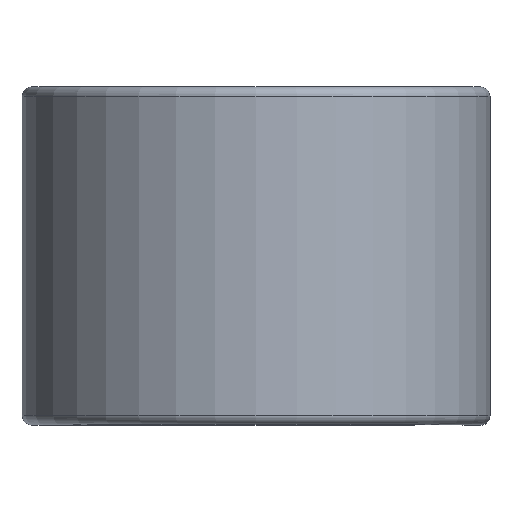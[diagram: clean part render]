
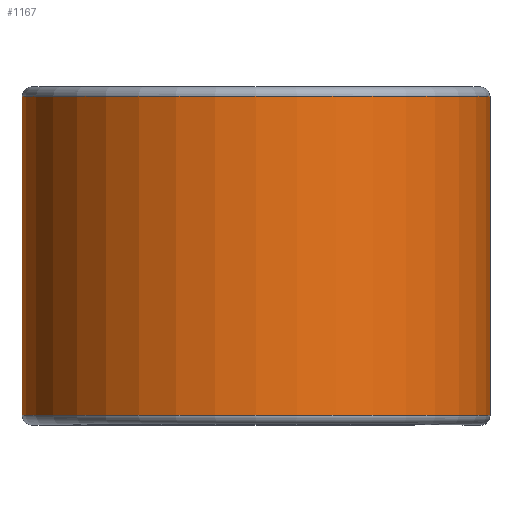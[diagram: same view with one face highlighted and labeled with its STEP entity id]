
A CAD part, top view. The second image highlights one B-rep face of the part: STEP entity #1167.
In plain terms, the highlighted cylindrical face has radius 18.682 mm (diameter 37.363 mm), a partial arc.
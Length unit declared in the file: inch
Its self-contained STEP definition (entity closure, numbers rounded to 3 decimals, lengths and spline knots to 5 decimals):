
#4 = VECTOR ( 'NONE', #1537, 39.37008 ) ;
#5 = LINE ( 'NONE', #1171, #4 ) ;
#138 = EDGE_CURVE ( 'NONE', #1087, #193, #5, .T. ) ;
#193 = VERTEX_POINT ( 'NONE', #1039 ) ;
#252 = CARTESIAN_POINT ( 'NONE',  ( 0.7355, -0.50125, 0. ) ) ;
#388 = EDGE_CURVE ( 'NONE', #695, #193, #2049, .T. ) ;
#407 = VERTEX_POINT ( 'NONE', #252 ) ;
#463 = LINE ( 'NONE', #2012, #466 ) ;
#466 = VECTOR ( 'NONE', #730, 39.37008 ) ;
#472 = AXIS2_PLACEMENT_3D ( 'NONE', #594, #1885, #792 ) ;
#492 = CARTESIAN_POINT ( 'NONE',  ( 0., 0.50125, 0. ) ) ;
#502 = DIRECTION ( 'NONE',  ( 0., -1., 0. ) ) ;
#513 = DIRECTION ( 'NONE',  ( 0., 0., -1. ) ) ;
#524 = CYLINDRICAL_SURFACE ( 'NONE', #1904, 0.7355 ) ;
#594 = CARTESIAN_POINT ( 'NONE',  ( 0., -0.50125, 0. ) ) ;
#626 = FACE_OUTER_BOUND ( 'NONE', #2309, .T. ) ;
#645 = AXIS2_PLACEMENT_3D ( 'NONE', #492, #502, #513 ) ;
#695 = VERTEX_POINT ( 'NONE', #1986 ) ;
#730 = DIRECTION ( 'NONE',  ( 0., 1., 0. ) ) ;
#792 = DIRECTION ( 'NONE',  ( 0., 0., -1. ) ) ;
#844 = ORIENTED_EDGE ( 'NONE', *, *, #138, .F. ) ;
#887 = ORIENTED_EDGE ( 'NONE', *, *, #388, .T. ) ;
#990 = DIRECTION ( 'NONE',  ( 0., -1., 0. ) ) ;
#1004 = DIRECTION ( 'NONE',  ( 0., 0., -1. ) ) ;
#1039 = CARTESIAN_POINT ( 'NONE',  ( 0., 0.50125, -0.7355 ) ) ;
#1087 = VERTEX_POINT ( 'NONE', #1531 ) ;
#1167 = ADVANCED_FACE ( 'NONE', ( #626 ), #524, .T. ) ;
#1171 = CARTESIAN_POINT ( 'NONE',  ( 0., 0.50125, -0.7355 ) ) ;
#1364 = CARTESIAN_POINT ( 'NONE',  ( 0., 0.5, 0. ) ) ;
#1531 = CARTESIAN_POINT ( 'NONE',  ( 0., -0.50125, -0.7355 ) ) ;
#1537 = DIRECTION ( 'NONE',  ( 0., 1., 0. ) ) ;
#1687 = EDGE_CURVE ( 'NONE', #407, #1087, #1908, .T. ) ;
#1696 = ORIENTED_EDGE ( 'NONE', *, *, #2461, .T. ) ;
#1885 = DIRECTION ( 'NONE',  ( 0., -1., 0. ) ) ;
#1904 = AXIS2_PLACEMENT_3D ( 'NONE', #1364, #990, #1004 ) ;
#1908 = CIRCLE ( 'NONE', #472, 0.7355 ) ;
#1928 = ORIENTED_EDGE ( 'NONE', *, *, #1687, .F. ) ;
#1986 = CARTESIAN_POINT ( 'NONE',  ( 0.7355, 0.50125, 0. ) ) ;
#2012 = CARTESIAN_POINT ( 'NONE',  ( 0.7355, 0.50125, 0. ) ) ;
#2049 = CIRCLE ( 'NONE', #645, 0.7355 ) ;
#2309 = EDGE_LOOP ( 'NONE', ( #1696, #887, #844, #1928 ) ) ;
#2461 = EDGE_CURVE ( 'NONE', #407, #695, #463, .T. ) ;
